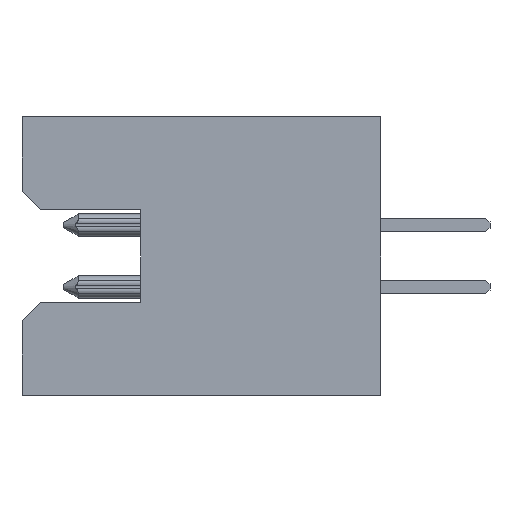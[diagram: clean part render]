
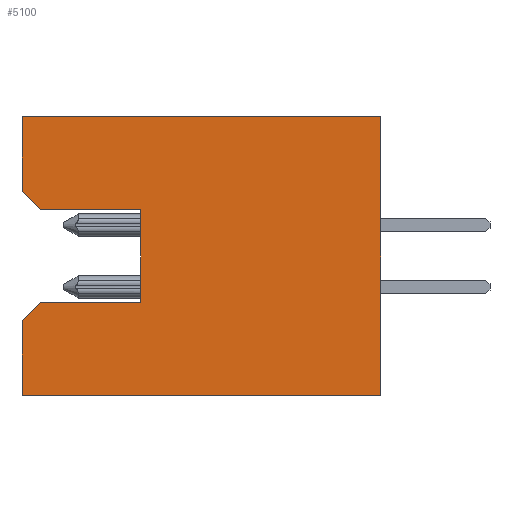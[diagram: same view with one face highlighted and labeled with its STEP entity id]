
A CAD part, left-side view. The second image highlights one B-rep face of the part: STEP entity #5100.
In plain terms, the highlighted planar face has unit normal (-1, 0, 0).
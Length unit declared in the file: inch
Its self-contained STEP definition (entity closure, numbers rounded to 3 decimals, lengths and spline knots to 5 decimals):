
#4366 = EDGE_CURVE ( 'NONE', #4367, #4420, #7875, .T. ) ;
#4367 = VERTEX_POINT ( 'NONE', #8354 ) ;
#4420 = VERTEX_POINT ( 'NONE', #17481 ) ;
#4848 = VERTEX_POINT ( 'NONE', #16030 ) ;
#4850 = EDGE_CURVE ( 'NONE', #4953, #4848, #16070, .T. ) ;
#4953 = VERTEX_POINT ( 'NONE', #16332 ) ;
#4984 = EDGE_CURVE ( 'NONE', #4985, #4367, #7886, .T. ) ;
#4985 = VERTEX_POINT ( 'NONE', #7882 ) ;
#5100 = ADVANCED_FACE ( 'NONE', ( #8275 ), #8272, .T. ) ;
#5131 = ORIENTED_EDGE ( 'NONE', *, *, #5132, .F. ) ;
#5132 = EDGE_CURVE ( 'NONE', #5133, #5322, #8748, .T. ) ;
#5133 = VERTEX_POINT ( 'NONE', #15169 ) ;
#5136 = ORIENTED_EDGE ( 'NONE', *, *, #5137, .T. ) ;
#5137 = EDGE_CURVE ( 'NONE', #5133, #5474, #15168, .T. ) ;
#5307 = EDGE_LOOP ( 'NONE', ( #5469, #5311, #5313, #5314, #5315, #5316, #5318, #5320, #5131, #5136 ) ) ;
#5309 = EDGE_CURVE ( 'NONE', #5470, #4420, #13069, .T. ) ;
#5311 = ORIENTED_EDGE ( 'NONE', *, *, #5312, .T. ) ;
#5312 = EDGE_CURVE ( 'NONE', #5424, #4985, #13065, .T. ) ;
#5313 = ORIENTED_EDGE ( 'NONE', *, *, #4984, .T. ) ;
#5314 = ORIENTED_EDGE ( 'NONE', *, *, #4366, .T. ) ;
#5315 = ORIENTED_EDGE ( 'NONE', *, *, #5309, .F. ) ;
#5316 = ORIENTED_EDGE ( 'NONE', *, *, #5317, .F. ) ;
#5317 = EDGE_CURVE ( 'NONE', #4953, #5470, #13061, .T. ) ;
#5318 = ORIENTED_EDGE ( 'NONE', *, *, #4850, .T. ) ;
#5320 = ORIENTED_EDGE ( 'NONE', *, *, #5321, .T. ) ;
#5321 = EDGE_CURVE ( 'NONE', #4848, #5322, #13057, .T. ) ;
#5322 = VERTEX_POINT ( 'NONE', #13053 ) ;
#5424 = VERTEX_POINT ( 'NONE', #13207 ) ;
#5469 = ORIENTED_EDGE ( 'NONE', *, *, #5472, .T. ) ;
#5470 = VERTEX_POINT ( 'NONE', #13178 ) ;
#5472 = EDGE_CURVE ( 'NONE', #5474, #5424, #13177, .T. ) ;
#5474 = VERTEX_POINT ( 'NONE', #13173 ) ;
#6608 = CARTESIAN_POINT ( 'NONE',  ( -0.3125, 0.29, -0.1125 ) ) ;
#7572 = DIRECTION ( 'NONE',  ( 0., -1., 0. ) ) ;
#7574 = VECTOR ( 'NONE', #7572, 39.37008 ) ;
#7875 = LINE ( 'NONE', #6608, #7574 ) ;
#7882 = CARTESIAN_POINT ( 'NONE',  ( -0.3125, 0.29, -0.0525 ) ) ;
#7883 = DIRECTION ( 'NONE',  ( 0., 0., -1. ) ) ;
#7884 = VECTOR ( 'NONE', #7883, 39.37008 ) ;
#7885 = CARTESIAN_POINT ( 'NONE',  ( -0.3125, 0.29, 0.1125 ) ) ;
#7886 = LINE ( 'NONE', #7885, #7884 ) ;
#8267 = DIRECTION ( 'NONE',  ( 0., 0., 1. ) ) ;
#8268 = DIRECTION ( 'NONE',  ( -1., 0., 0. ) ) ;
#8269 = CARTESIAN_POINT ( 'NONE',  ( -0.3125, 0.29, 0.1125 ) ) ;
#8270 = AXIS2_PLACEMENT_3D ( 'NONE', #8269, #8268, #8267 ) ;
#8272 = PLANE ( 'NONE',  #8270 ) ;
#8275 = FACE_OUTER_BOUND ( 'NONE', #5307, .T. ) ;
#8354 = CARTESIAN_POINT ( 'NONE',  ( -0.3125, 0.29, -0.1125 ) ) ;
#8743 = DIRECTION ( 'NONE',  ( 0., 1., 0. ) ) ;
#8745 = VECTOR ( 'NONE', #8743, 39.37008 ) ;
#8746 = CARTESIAN_POINT ( 'NONE',  ( -0.3125, 0.194, 0.0375 ) ) ;
#8748 = LINE ( 'NONE', #8746, #8745 ) ;
#13053 = CARTESIAN_POINT ( 'NONE',  ( -0.3125, 0.275, 0.0375 ) ) ;
#13054 = DIRECTION ( 'NONE',  ( 0., -0.707, -0.707 ) ) ;
#13055 = VECTOR ( 'NONE', #13054, 39.37008 ) ;
#13056 = CARTESIAN_POINT ( 'NONE',  ( -0.3125, 0.32, 0.0825 ) ) ;
#13057 = LINE ( 'NONE', #13056, #13055 ) ;
#13058 = DIRECTION ( 'NONE',  ( 0., -1., 0. ) ) ;
#13059 = VECTOR ( 'NONE', #13058, 39.37008 ) ;
#13060 = CARTESIAN_POINT ( 'NONE',  ( -0.3125, 0.29, 0.1125 ) ) ;
#13061 = LINE ( 'NONE', #13060, #13059 ) ;
#13062 = DIRECTION ( 'NONE',  ( 0., 0.707, -0.707 ) ) ;
#13063 = VECTOR ( 'NONE', #13062, 39.37008 ) ;
#13064 = CARTESIAN_POINT ( 'NONE',  ( -0.3125, 0.2075, 0.03 ) ) ;
#13065 = LINE ( 'NONE', #13064, #13063 ) ;
#13066 = DIRECTION ( 'NONE',  ( 0., 0., -1. ) ) ;
#13067 = VECTOR ( 'NONE', #13066, 39.37008 ) ;
#13068 = CARTESIAN_POINT ( 'NONE',  ( -0.3125, 0., 0.1125 ) ) ;
#13069 = LINE ( 'NONE', #13068, #13067 ) ;
#13173 = CARTESIAN_POINT ( 'NONE',  ( -0.3125, 0.194, -0.0375 ) ) ;
#13174 = DIRECTION ( 'NONE',  ( 0., 1., 0. ) ) ;
#13175 = VECTOR ( 'NONE', #13174, 39.37008 ) ;
#13176 = CARTESIAN_POINT ( 'NONE',  ( -0.3125, 0.194, -0.0375 ) ) ;
#13177 = LINE ( 'NONE', #13176, #13175 ) ;
#13178 = CARTESIAN_POINT ( 'NONE',  ( -0.3125, 0., 0.1125 ) ) ;
#13207 = CARTESIAN_POINT ( 'NONE',  ( -0.3125, 0.275, -0.0375 ) ) ;
#15167 = CARTESIAN_POINT ( 'NONE',  ( -0.3125, 0.194, 0.0375 ) ) ;
#15168 = LINE ( 'NONE', #15167, #15171 ) ;
#15169 = CARTESIAN_POINT ( 'NONE',  ( -0.3125, 0.194, 0.0375 ) ) ;
#15170 = DIRECTION ( 'NONE',  ( 0., 0., -1. ) ) ;
#15171 = VECTOR ( 'NONE', #15170, 39.37008 ) ;
#16030 = CARTESIAN_POINT ( 'NONE',  ( -0.3125, 0.29, 0.0525 ) ) ;
#16067 = DIRECTION ( 'NONE',  ( 0., 0., -1. ) ) ;
#16068 = VECTOR ( 'NONE', #16067, 39.37008 ) ;
#16069 = CARTESIAN_POINT ( 'NONE',  ( -0.3125, 0.29, 0.1125 ) ) ;
#16070 = LINE ( 'NONE', #16069, #16068 ) ;
#16332 = CARTESIAN_POINT ( 'NONE',  ( -0.3125, 0.29, 0.1125 ) ) ;
#17481 = CARTESIAN_POINT ( 'NONE',  ( -0.3125, 0., -0.1125 ) ) ;
